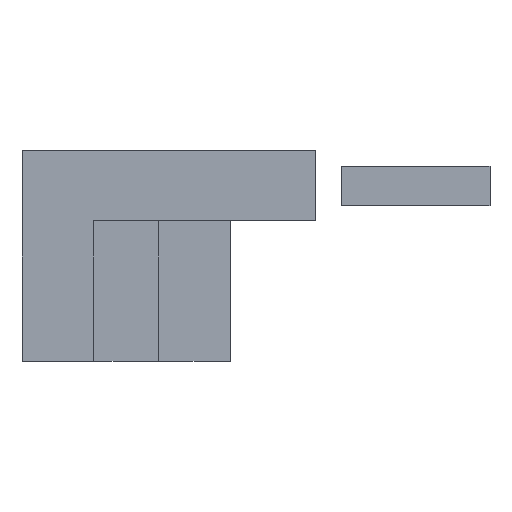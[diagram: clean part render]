
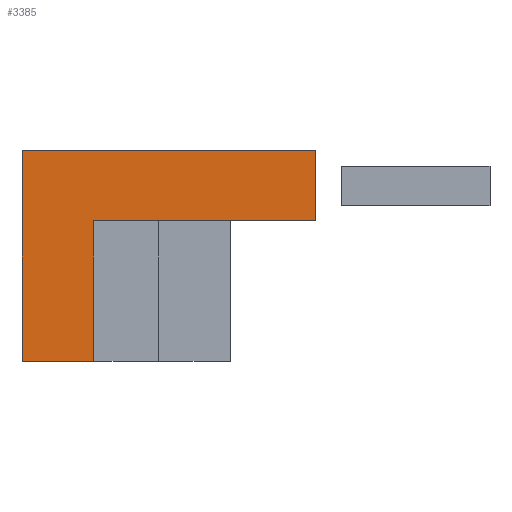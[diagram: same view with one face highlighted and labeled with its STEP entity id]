
A CAD part, left-side view. The second image highlights one B-rep face of the part: STEP entity #3385.
In plain terms, the highlighted planar face has unit normal (-1, 0, 0).
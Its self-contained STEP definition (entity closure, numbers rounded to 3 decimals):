
#2544=CARTESIAN_POINT('',(0.0,0.,95.8));
#2545=VERTEX_POINT('',#2544);
#2552=CARTESIAN_POINT('',(0.,4.2,95.8));
#2553=VERTEX_POINT('',#2552);
#2554=CARTESIAN_POINT('',(0.,0.0,95.8));
#2555=DIRECTION('',(0.0,1.0,0.0));
#2556=VECTOR('',#2555,4.2);
#2557=LINE('',#2554,#2556);
#2558=EDGE_CURVE('',#2545,#2553,#2557,.T.);
#2646=CARTESIAN_POINT('',(0.,0.0,104.));
#2647=VERTEX_POINT('',#2646);
#2648=CARTESIAN_POINT('',(0.,0.,104.));
#2649=DIRECTION('',(0.0,0.0,-1.0));
#2650=VECTOR('',#2649,8.2);
#2651=LINE('',#2648,#2650);
#2652=EDGE_CURVE('',#2647,#2545,#2651,.T.);
#3329=CARTESIAN_POINT('',(0.,-13.,108.1));
#3330=VERTEX_POINT('',#3329);
#3337=CARTESIAN_POINT('',(0.,-13.,104.));
#3338=VERTEX_POINT('',#3337);
#3339=CARTESIAN_POINT('',(0.,-13.,104.));
#3340=DIRECTION('',(0.0,0.0,1.0));
#3341=VECTOR('',#3340,4.1);
#3342=LINE('',#3339,#3341);
#3343=EDGE_CURVE('',#3338,#3330,#3342,.T.);
#3355=CARTESIAN_POINT('',(0.,-13.,104.));
#3356=DIRECTION('',(-1.0,0.0,0.0));
#3357=DIRECTION('',(0.0,0.0,1.0));
#3358=AXIS2_PLACEMENT_3D('',#3355,#3356,#3357);
#3359=PLANE('',#3358);
#3360=CARTESIAN_POINT('',(0.,4.2,108.1));
#3361=VERTEX_POINT('',#3360);
#3362=CARTESIAN_POINT('',(0.,-13.,108.1));
#3363=DIRECTION('',(0.0,1.0,0.0));
#3364=VECTOR('',#3363,17.2);
#3365=LINE('',#3362,#3364);
#3366=EDGE_CURVE('',#3330,#3361,#3365,.T.);
#3367=ORIENTED_EDGE('',*,*,#3366,.T.);
#3368=CARTESIAN_POINT('',(0.,4.2,95.8));
#3369=DIRECTION('',(0.0,0.0,1.0));
#3370=VECTOR('',#3369,12.3);
#3371=LINE('',#3368,#3370);
#3372=EDGE_CURVE('',#2553,#3361,#3371,.T.);
#3373=ORIENTED_EDGE('',*,*,#3372,.F.);
#3374=ORIENTED_EDGE('',*,*,#2558,.F.);
#3375=ORIENTED_EDGE('',*,*,#2652,.F.);
#3376=CARTESIAN_POINT('',(0.,0.0,104.));
#3377=DIRECTION('',(0.0,-1.0,0.0));
#3378=VECTOR('',#3377,13.);
#3379=LINE('',#3376,#3378);
#3380=EDGE_CURVE('',#2647,#3338,#3379,.T.);
#3381=ORIENTED_EDGE('',*,*,#3380,.T.);
#3382=ORIENTED_EDGE('',*,*,#3343,.T.);
#3383=EDGE_LOOP('',(#3367,#3373,#3374,#3375,#3381,#3382));
#3384=FACE_OUTER_BOUND('',#3383,.T.);
#3385=ADVANCED_FACE('',(#3384),#3359,.T.);
